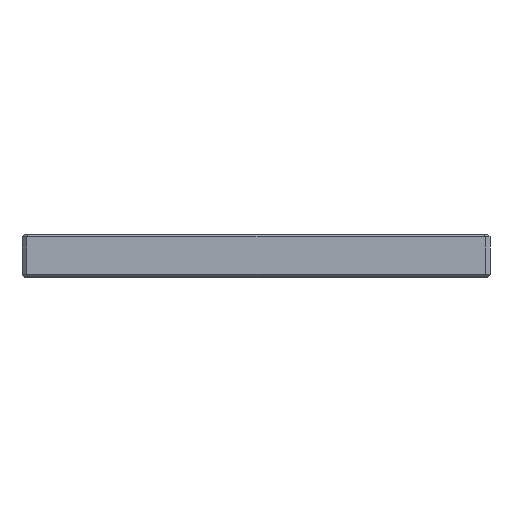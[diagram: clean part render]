
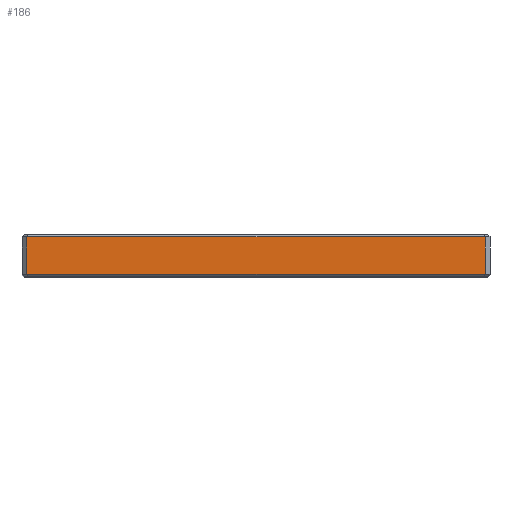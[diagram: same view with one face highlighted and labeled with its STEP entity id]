
A CAD part, top view. The second image highlights one B-rep face of the part: STEP entity #186.
In plain terms, the highlighted planar face has unit normal (0, 0, 1).
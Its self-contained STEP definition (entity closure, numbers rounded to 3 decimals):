
#33 = DIRECTION ( 'NONE',  ( -1., 0., 0. ) ) ;
#111 = DIRECTION ( 'NONE',  ( 0., -1., 0. ) ) ;
#125 = VECTOR ( 'NONE', #111, 1000. ) ;
#144 = ORIENTED_EDGE ( 'NONE', *, *, #1401, .T. ) ;
#182 = ORIENTED_EDGE ( 'NONE', *, *, #418, .T. ) ;
#186 = ADVANCED_FACE ( 'NONE', ( #345 ), #1326, .F. ) ;
#240 = LINE ( 'NONE', #885, #1567 ) ;
#269 = EDGE_CURVE ( 'NONE', #1304, #1922, #1882, .T. ) ;
#345 = FACE_OUTER_BOUND ( 'NONE', #1880, .T. ) ;
#346 = EDGE_CURVE ( 'NONE', #1922, #712, #240, .T. ) ;
#388 = DIRECTION ( 'NONE',  ( 0., 0., -1. ) ) ;
#418 = EDGE_CURVE ( 'NONE', #624, #1304, #1575, .T. ) ;
#453 = AXIS2_PLACEMENT_3D ( 'NONE', #505, #388, #839 ) ;
#489 = VECTOR ( 'NONE', #33, 1000. ) ;
#505 = CARTESIAN_POINT ( 'NONE',  ( -50., 9., 50. ) ) ;
#548 = ORIENTED_EDGE ( 'NONE', *, *, #346, .T. ) ;
#567 = DIRECTION ( 'NONE',  ( 1., 0., 0. ) ) ;
#624 = VERTEX_POINT ( 'NONE', #845 ) ;
#712 = VERTEX_POINT ( 'NONE', #1733 ) ;
#839 = DIRECTION ( 'NONE',  ( -1., 0., 0. ) ) ;
#845 = CARTESIAN_POINT ( 'NONE',  ( 49., 8.5, 50. ) ) ;
#868 = CARTESIAN_POINT ( 'NONE',  ( -49., 0.5, 50. ) ) ;
#871 = CARTESIAN_POINT ( 'NONE',  ( -49., 9., 50. ) ) ;
#885 = CARTESIAN_POINT ( 'NONE',  ( -50., 0.5, 50. ) ) ;
#1304 = VERTEX_POINT ( 'NONE', #1979 ) ;
#1326 = PLANE ( 'NONE',  #453 ) ;
#1329 = VECTOR ( 'NONE', #1828, 1000. ) ;
#1401 = EDGE_CURVE ( 'NONE', #712, #624, #1840, .T. ) ;
#1524 = CARTESIAN_POINT ( 'NONE',  ( 49., 9., 50. ) ) ;
#1567 = VECTOR ( 'NONE', #567, 1000. ) ;
#1575 = LINE ( 'NONE', #1609, #489 ) ;
#1609 = CARTESIAN_POINT ( 'NONE',  ( -49., 8.5, 50. ) ) ;
#1733 = CARTESIAN_POINT ( 'NONE',  ( 49., 0.5, 50. ) ) ;
#1828 = DIRECTION ( 'NONE',  ( 0., 1., 0. ) ) ;
#1840 = LINE ( 'NONE', #1524, #1329 ) ;
#1880 = EDGE_LOOP ( 'NONE', ( #1884, #548, #144, #182 ) ) ;
#1882 = LINE ( 'NONE', #871, #125 ) ;
#1884 = ORIENTED_EDGE ( 'NONE', *, *, #269, .T. ) ;
#1922 = VERTEX_POINT ( 'NONE', #868 ) ;
#1979 = CARTESIAN_POINT ( 'NONE',  ( -49., 8.5, 50. ) ) ;
